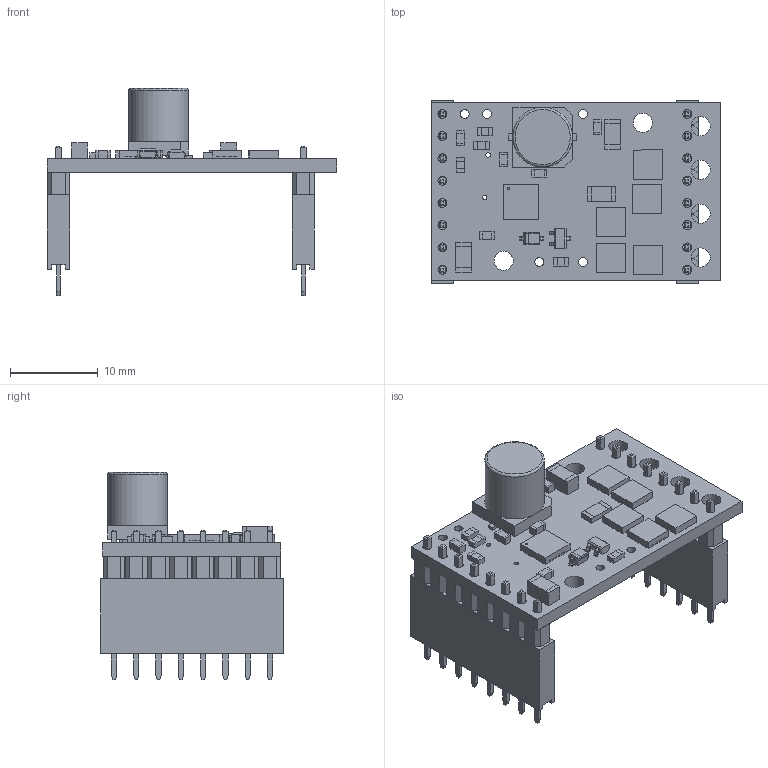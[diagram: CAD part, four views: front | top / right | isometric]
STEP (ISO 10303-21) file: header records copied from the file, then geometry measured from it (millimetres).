
FILE_DESCRIPTION(/* description */ (''),/* implementation_level */ '2;1');
FILE_NAME(/* name */ 'Motor driver v2.step',/* time_stamp */ '2022-01-31T19:30:39+01:00',/* author */ (''),/* organization */ (''),/* preprocessor_version */ 'ST-DEVELOPER v18.1',/* originating_system */ 'Autodesk Translation Framework v10.13.0.1454',/* authorisation */ '');
FILE_SCHEMA (('AUTOMOTIVE_DESIGN { 1 0 10303 214 3 1 1 }'));
Length unit declared in the file: millimetre
Products named in the file (3): Motor driver; 8pin female header; 8pins male
Assembly tree (4 placements, depth 2):
  Motor driver
    8pin female header  x2
    8pins male  x2
Bounding box: 33.02 x 20.82 x 23.63 mm (x, y, z)
Volume: 2483 mm3; surface area: 5218 mm2
Topology: 19 solids, 19 shells, 2143 faces, 5661 edges, 3646 vertices
Faces by surface type: plane 1912, bspline 153, cylinder 77, torus 1
Full cylindrical faces by diameter (mm): 0.25 x1, 0.508 x2, 1.016 x21, 2.184 x6, 6.8 x1
Entity records: 58654 total; most frequent: CARTESIAN_POINT 15554, ORIENTED_EDGE 9066, DIRECTION 7434, EDGE_CURVE 4533, LINE 4026, VECTOR 4026, VERTEX_POINT 2926, EDGE_LOOP 1881
